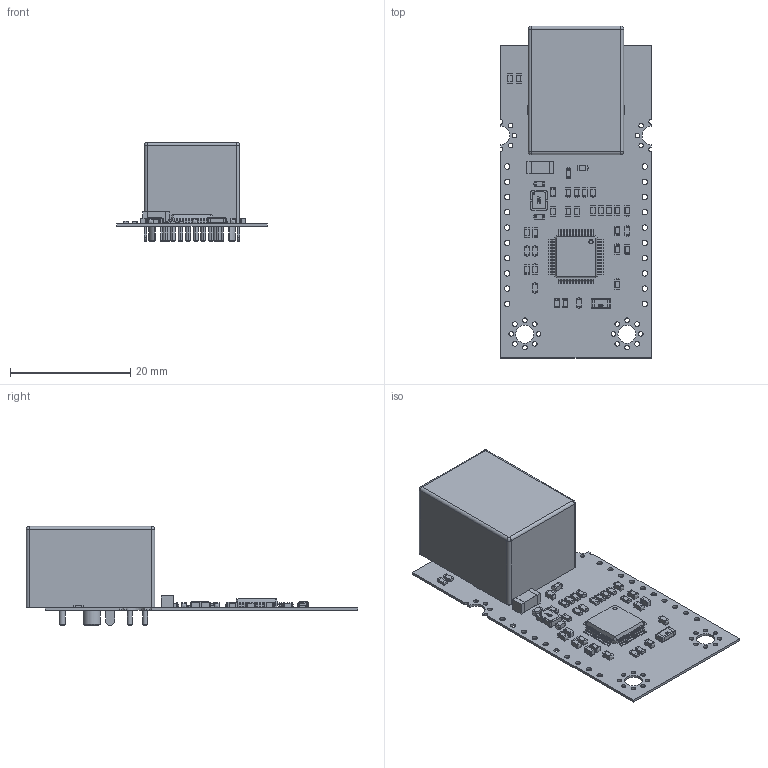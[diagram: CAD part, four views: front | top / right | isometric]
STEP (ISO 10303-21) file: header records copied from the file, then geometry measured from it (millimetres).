
FILE_DESCRIPTION(('Open CASCADE Model'),'2;1');
FILE_NAME('Open CASCADE Shape Model','2025-10-21T10:11:24',('Author'),( 'Open CASCADE'),'Open CASCADE STEP processor 6.8','Open CASCADE 6.8' ,'Unknown');
FILE_SCHEMA(('AUTOMOTIVE_DESIGN { 1 0 10303 214 1 1 1 1 }'));
Length unit declared in the file: millimetre
Products named in the file (54): PCB; Board; Open CASCADE STEP translator 6.8 2.1.1; Open CASCADE STEP translator 6.8 2.1.1.1; R6; 6028102528; R14; R13; C1; 6028102448; C2; C3; 6028103968; C4; C5; C6; C7; C8; C9; C10; 1206_SMD_Capacitor; C12; 6028103808; C13; C14; C15; C16; C17; 6028101968; L1; 6028103488; L2; L3; R1; R2; R3; R4; R5; R7; 6028101648 ...
Assembly tree (81 placements, depth 4):
  PCB
    Board
      Open CASCADE STEP translator 6.8 2.1.1
        Open CASCADE STEP translator 6.8 2.1.1.1
    R6
      6028102528
    R14
      6028102528
    R13
      6028102528
    C1
      6028102448
    C2
      6028102448
    C3
      6028103968
    C4
      6028102448
    C5
      6028102448
    C6
      6028102448
    C7
      6028103968
    C8
      6028102448
    C9
      6028102448
    C10
      1206_SMD_Capacitor
    C12
      6028103808
    C13
      6028102448
    C14
      6028102448
    C15
      6028103808
    C16
      6028103808
    C17
      6028101968
    L1
      6028103488
    L2
      6028103488
    L3
      6028103488
    R1
      6028102528
    R2
      6028102528
    R3
      6028102528
    R4
      6028102528
    R5
      6028102528
    R7
      6028101648
Bounding box: 25 x 55.2 x 16.5 mm (x, y, z)
Volume: 3649.2 mm3; surface area: 5640.5 mm2
Topology: 104 solids, 104 shells, 3159 faces, 7561 edges, 4106 vertices
Faces by surface type: plane 1180, cylinder 1048, sphere 532, bspline 369, cone 30
Full cylindrical faces by diameter (mm): 0.762 x22, 0.9 x28, 1 x4, 3 x2, 3.2 x2
Entity records: 57159 total; most frequent: CARTESIAN_POINT 12449, DIRECTION 7495, ORIENTED_EDGE 7482, EDGE_CURVE 3741, AXIS2_PLACEMENT_3D 2508, LINE 2479, VECTOR 2479, VERTEX_POINT 2362
